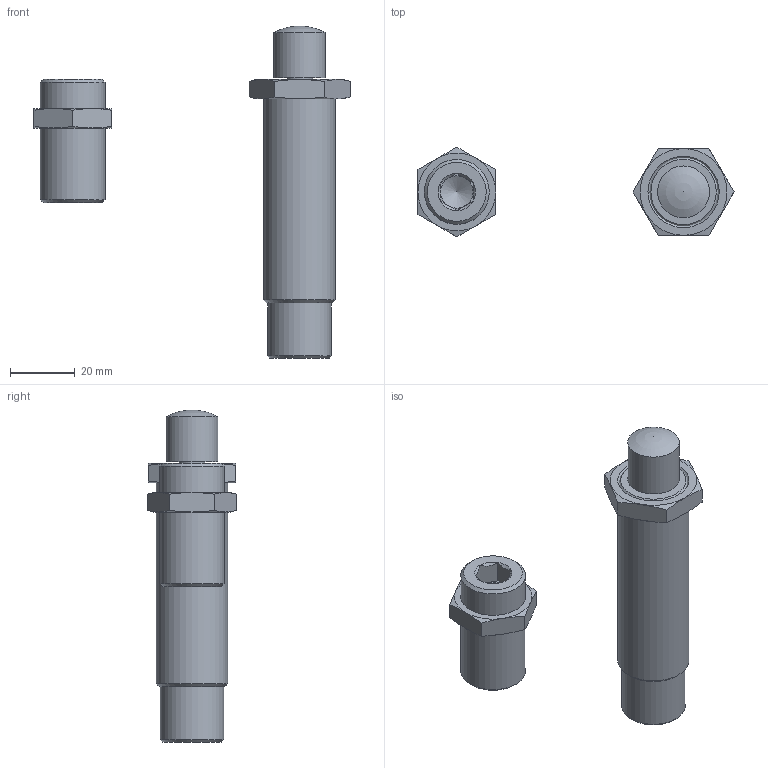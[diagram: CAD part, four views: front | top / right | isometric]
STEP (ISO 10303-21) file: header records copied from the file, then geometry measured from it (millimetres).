
FILE_DESCRIPTION(/* description */ ('STEP AP214'),/* implementation_level */ '2;1');
FILE_NAME(/* name */ '115317_SLZ-32-YSR-C',/* time_stamp */ '2024-09-15T07:25:55+02:00',/* author */ ('License CC BY-ND 4.0'),/* organization */ ('CADENAS'),/* preprocessor_version */ 'ST-DEVELOPER v19.3',/* originating_system */ 'PARTsolutions',/* authorisation */ ' ');
FILE_SCHEMA (('AUTOMOTIVE_DESIGN {1 0 10303 214 3 1 1}'));
Length unit declared in the file: millimetre
Products named in the file (4): 115317 SLZ-32-YSR-C---(02); 328965 SLZ-32-KF-A; 34573 YSR-16-20-C---(0_IN)-P; 337143 VAL-1/8-10 M22X1.5-6-27
Assembly tree (3 placements, depth 2):
  115317 SLZ-32-YSR-C---(02)
    328965 SLZ-32-KF-A
    34573 YSR-16-20-C---(0_IN)-P
    337143 VAL-1/8-10 M22X1.5-6-27
Bounding box: 97.59 x 27.71 x 102.5 mm (x, y, z)
Volume: 48384.4 mm3; surface area: 12619.8 mm2
Topology: 3 solids, 3 shells, 65 faces, 140 edges, 85 vertices
Faces by surface type: plane 34, cone 23, cylinder 7, sphere 1
Full cylindrical faces by diameter (mm): 8 x1, 16 x1, 19.6 x1, 20 x2, 20.376 x1, 22 x1
Entity records: 1753 total; most frequent: CARTESIAN_POINT 412, DIRECTION 252, ORIENTED_EDGE 228, EDGE_CURVE 114, AXIS2_PLACEMENT_3D 111, FACE_BOUND 91, EDGE_LOOP 90, VERTEX_POINT 79
